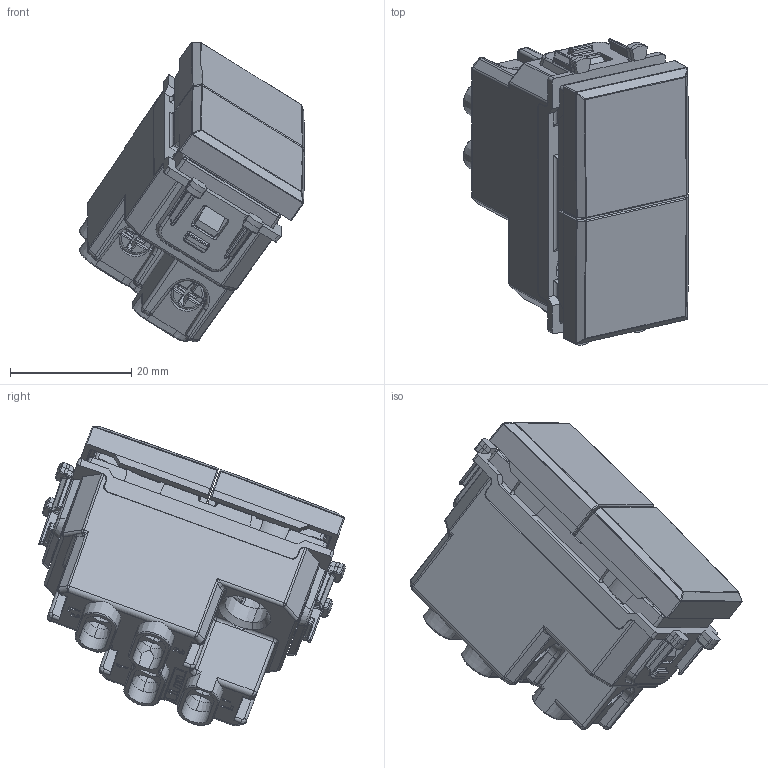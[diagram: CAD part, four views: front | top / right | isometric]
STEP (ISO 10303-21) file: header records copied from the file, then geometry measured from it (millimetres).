
FILE_DESCRIPTION(('CATIA V5 STEP Exchange'),'2;1');
FILE_NAME('442056.stp','2024-02-15T11:23:10+00:00',('none'),('none'),'CATIA Version 5-6 Release 2016 SP6','CATIA V5 STEP AP203','none');
FILE_SCHEMA(('CONFIG_CONTROL_DESIGN'));
Products named in the file (1): 442056
Assembly tree (20 placements, depth 2):
  442056
    #57
    #36180  x2
    #42003
    #93910  x2
    #107042  x2
    #108041  x4
    #109034  x4
    #110947  x2
    #112492  x2
Bounding box: 37.22 x 50.64 x 49.51 mm (x, y, z)
Volume: 15755.2 mm3; surface area: 25655.8 mm2
Topology: 24 solids, 24 shells, 3856 faces, 10726 edges, 6750 vertices
Faces by surface type: plane 1962, cylinder 1055, bspline 356, cone 255, sphere 112, torus 86, extrusion 20, revolution 10
Entity records: 113847 total; most frequent: CARTESIAN_POINT 47097, ORIENTED_EDGE 16486, DIRECTION 9472, EDGE_CURVE 8243, VERTEX_POINT 5239, VECTOR 4176, LINE 4162, B_SPLINE_CURVE_WITH_KNOTS 3163
